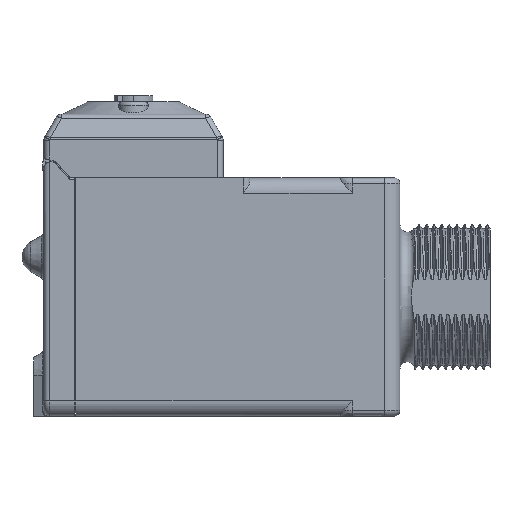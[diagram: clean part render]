
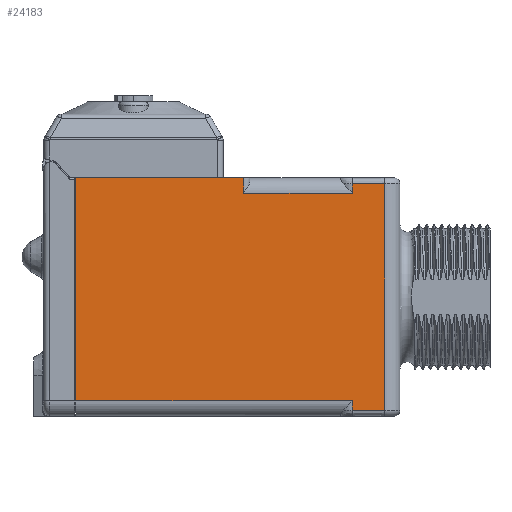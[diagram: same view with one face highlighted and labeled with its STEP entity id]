
A CAD part, left-side view. The second image highlights one B-rep face of the part: STEP entity #24183.
In plain terms, the highlighted planar face has unit normal (-1, 0, 0).
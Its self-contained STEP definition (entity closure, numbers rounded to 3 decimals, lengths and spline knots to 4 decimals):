
#710=DIRECTION('',(0.,1.,0.));
#711=VECTOR('',#710,1.3717);
#712=CARTESIAN_POINT('',(-0.875,1.2752,0.9734));
#713=LINE('',#712,#711);
#772=DIRECTION('',(0.,0.,1.));
#773=VECTOR('',#772,1.8217);
#774=CARTESIAN_POINT('',(-0.875,2.6469,-0.8482));
#775=LINE('',#774,#773);
#776=DIRECTION('',(0.,0.,1.));
#777=VECTOR('',#776,0.1252);
#778=CARTESIAN_POINT('',(-0.875,1.2752,0.8482));
#779=LINE('',#778,#777);
#780=DIRECTION('',(0.,0.,-1.));
#781=VECTOR('',#780,0.0752);
#782=CARTESIAN_POINT('',(-0.875,0.3902,
0.9234));
#783=LINE('',#782,#781);
#784=CARTESIAN_POINT('',(-0.875,0.3902,
0.9234));
#785=CARTESIAN_POINT('',(-0.875,0.3785,
0.9234));
#786=CARTESIAN_POINT('',(-0.875,0.3542,
0.9235));
#787=CARTESIAN_POINT('',(-0.875,0.3146,
0.9234));
#788=CARTESIAN_POINT('',(-0.875,0.2721,
0.9234));
#789=CARTESIAN_POINT('',(-0.875,0.2266,
0.9234));
#790=CARTESIAN_POINT('',(-0.875,0.1779,
0.9234));
#791=CARTESIAN_POINT('',(-0.875,0.1431,0.9234));
#792=CARTESIAN_POINT('',(-0.875,0.1252,0.9234));
#794=DIRECTION('',(0.,0.,-1.));
#795=VECTOR('',#794,1.8469);
#796=CARTESIAN_POINT('',(-0.875,0.1252,0.9234));
#797=LINE('',#796,#795);
#798=CARTESIAN_POINT('',(-0.875,0.1252,-0.9234));
#799=CARTESIAN_POINT('',(-0.875,0.143,-0.9234));
#800=CARTESIAN_POINT('',(-0.875,0.1775,
-0.9234));
#801=CARTESIAN_POINT('',(-0.875,0.2261,
-0.9234));
#802=CARTESIAN_POINT('',(-0.875,0.2716,
-0.9234));
#803=CARTESIAN_POINT('',(-0.875,0.3141,
-0.9234));
#804=CARTESIAN_POINT('',(-0.875,0.3539,
-0.9235));
#805=CARTESIAN_POINT('',(-0.875,0.3784,
-0.9233));
#806=CARTESIAN_POINT('',(-0.875,0.3902,
-0.9234));
#808=DIRECTION('',(0.,0.,-1.));
#809=VECTOR('',#808,0.0752);
#810=CARTESIAN_POINT('',(-0.875,0.3902,-0.8482));
#811=LINE('',#810,#809);
#837=DIRECTION('',(0.,1.,0.));
#838=VECTOR('',#837,0.885);
#839=CARTESIAN_POINT('',(-0.875,0.3902,0.8482));
#840=LINE('',#839,#838);
#1235=DIRECTION('',(0.,-1.,0.));
#1236=VECTOR('',#1235,2.2567);
#1237=CARTESIAN_POINT('',(-0.875,2.6469,-0.8482));
#1238=LINE('',#1237,#1236);
#1253=CARTESIAN_POINT('',(-0.875,0.3902,-0.8482));
#21079=CARTESIAN_POINT('',(-0.875,2.6469,-0.8482));
#21080=CARTESIAN_POINT('',(-0.875,2.6469,0.9734));
#21081=VERTEX_POINT('',#21079);
#21082=VERTEX_POINT('',#21080);
#21173=CARTESIAN_POINT('',(-0.875,0.1252,0.9234));
#21174=VERTEX_POINT('',#21173);
#21176=VERTEX_POINT('',#784);
#21179=VERTEX_POINT('',#798);
#21180=VERTEX_POINT('',#806);
#21199=CARTESIAN_POINT('',(-0.875,0.3902,0.8482));
#21200=VERTEX_POINT('',#21199);
#21206=VERTEX_POINT('',#1253);
#21265=CARTESIAN_POINT('',(-0.875,1.2752,0.9734));
#21267=VERTEX_POINT('',#21265);
#21271=CARTESIAN_POINT('',(-0.875,1.2752,0.8482));
#21272=VERTEX_POINT('',#21271);
#24158=CARTESIAN_POINT('',(-0.875,0.,-0.9734));
#24159=DIRECTION('',(-1.,0.,0.));
#24160=DIRECTION('',(0.,0.,1.));
#24161=AXIS2_PLACEMENT_3D('',#24158,#24159,#24160);
#24162=PLANE('',#24161);
#24163=ORIENTED_EDGE('',*,*,#24133,.T.);
#24164=ORIENTED_EDGE('',*,*,#24103,.F.);
#24166=ORIENTED_EDGE('',*,*,#24165,.F.);
#24168=ORIENTED_EDGE('',*,*,#24167,.F.);
#24170=ORIENTED_EDGE('',*,*,#24169,.F.);
#24172=ORIENTED_EDGE('',*,*,#24171,.T.);
#24174=ORIENTED_EDGE('',*,*,#24173,.T.);
#24176=ORIENTED_EDGE('',*,*,#24175,.T.);
#24178=ORIENTED_EDGE('',*,*,#24177,.F.);
#24180=ORIENTED_EDGE('',*,*,#24179,.F.);
#24181=EDGE_LOOP('',(#24163,#24164,#24166,#24168,#24170,#24172,#24174,#24176,
#24178,#24180));
#24182=FACE_OUTER_BOUND('',#24181,.F.);
#24183=ADVANCED_FACE('',(#24182),#24162,.T.);
#793=B_SPLINE_CURVE_WITH_KNOTS('',3,(#784,#785,#786,#787,#788,#789,#790,#791,
#792),.UNSPECIFIED.,.F.,.F.,(4,1,1,1,1,1,4),(0.,0.1667,
0.3333,0.5,0.6667,0.8333,1.),
.UNSPECIFIED.);
#807=B_SPLINE_CURVE_WITH_KNOTS('',3,(#798,#799,#800,#801,#802,#803,#804,#805,
#806),.UNSPECIFIED.,.F.,.F.,(4,1,1,1,1,1,4),(0.,0.1667,
0.3333,0.5,0.6667,0.8333,1.),
.UNSPECIFIED.);
#24103=EDGE_CURVE('',#21267,#21082,#713,.T.);
#24133=EDGE_CURVE('',#21081,#21082,#775,.T.);
#24165=EDGE_CURVE('',#21272,#21267,#779,.T.);
#24167=EDGE_CURVE('',#21200,#21272,#840,.T.);
#24169=EDGE_CURVE('',#21176,#21200,#783,.T.);
#24171=EDGE_CURVE('',#21176,#21174,#793,.T.);
#24173=EDGE_CURVE('',#21174,#21179,#797,.T.);
#24175=EDGE_CURVE('',#21179,#21180,#807,.T.);
#24177=EDGE_CURVE('',#21206,#21180,#811,.T.);
#24179=EDGE_CURVE('',#21081,#21206,#1238,.T.);
